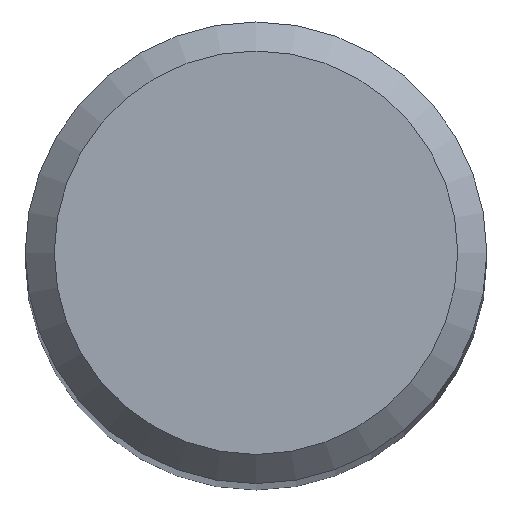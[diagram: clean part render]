
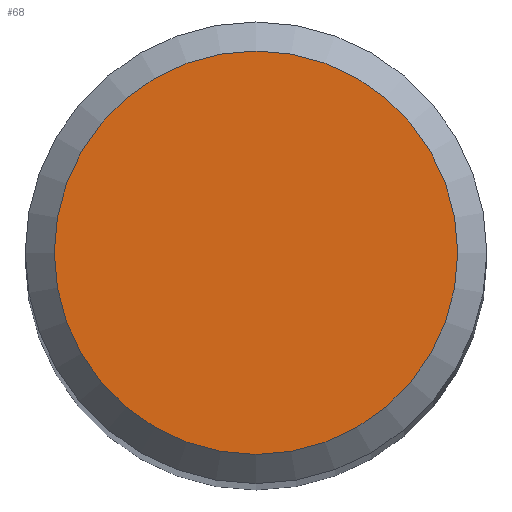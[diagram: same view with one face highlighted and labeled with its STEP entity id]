
A CAD part, top view. The second image highlights one B-rep face of the part: STEP entity #68.
In plain terms, the highlighted planar face has unit normal (0, 0, 1).
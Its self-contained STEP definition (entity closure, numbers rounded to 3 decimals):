
#44=FACE_OUTER_BOUND('',#135,.T.);
#46=PLANE('',#309);
#68=ADVANCED_FACE('',(#44),#46,.F.);
#135=EDGE_LOOP('',(#173));
#173=ORIENTED_EDGE('',*,*,#226,.F.);
#206=VERTEX_POINT('',#451);
#226=EDGE_CURVE('',#206,#206,#245,.T.);
#245=CIRCLE('',#308,6.935);
#308=AXIS2_PLACEMENT_3D('',#450,#370,#371);
#309=AXIS2_PLACEMENT_3D('',#452,#372,#373);
#370=DIRECTION('',(0.,0.,-1.));
#371=DIRECTION('',(1.,0.,0.));
#372=DIRECTION('',(0.,0.,-1.));
#373=DIRECTION('',(1.,0.,0.));
#450=CARTESIAN_POINT('',(0.,0.,0.));
#451=CARTESIAN_POINT('',(6.935,0.,0.));
#452=CARTESIAN_POINT('',(0.,0.,0.));
